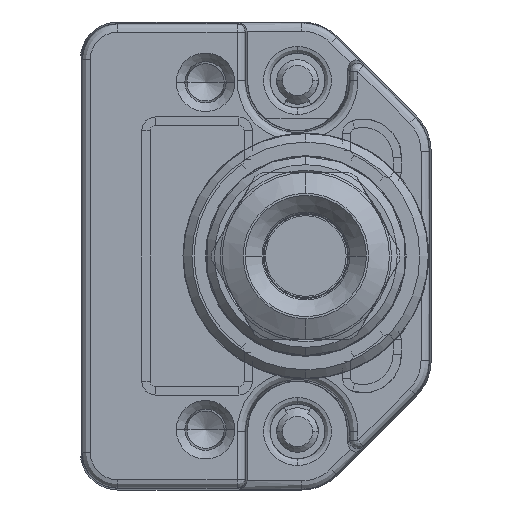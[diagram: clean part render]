
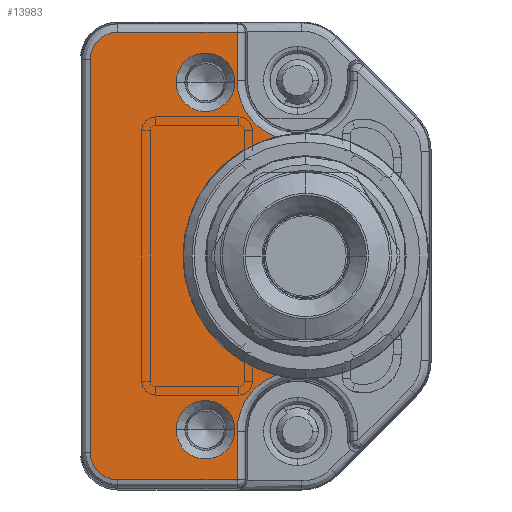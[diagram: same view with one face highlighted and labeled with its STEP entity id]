
A CAD part, left-side view. The second image highlights one B-rep face of the part: STEP entity #13983.
In plain terms, the highlighted planar face has unit normal (-1, 0, 0).
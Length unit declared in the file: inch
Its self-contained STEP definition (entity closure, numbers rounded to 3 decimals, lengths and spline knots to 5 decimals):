
#1351=DIRECTION('',(0.,0.,1.));
#1352=VECTOR('',#1351,0.11399);
#1353=CARTESIAN_POINT('',(-0.49213,0.45723,
-0.52737));
#1354=LINE('',#1353,#1352);
#1355=DIRECTION('',(0.,-1.,0.));
#1356=VECTOR('',#1355,0.28096);
#1357=CARTESIAN_POINT('',(-0.49213,0.73819,
-0.52737));
#1358=LINE('',#1357,#1356);
#1359=CARTESIAN_POINT('',(-0.49213,0.73819,
-0.4626));
#1360=DIRECTION('',(-1.,0.,0.));
#1361=DIRECTION('',(0.,1.,0.));
#1362=AXIS2_PLACEMENT_3D('',#1359,#1360,#1361);
#1364=DIRECTION('',(0.,0.,-1.));
#1365=VECTOR('',#1364,0.9252);
#1366=CARTESIAN_POINT('',(-0.49213,0.80296,
0.4626));
#1367=LINE('',#1366,#1365);
#1368=CARTESIAN_POINT('',(-0.49213,0.73819,
0.4626));
#1369=DIRECTION('',(-1.,0.,0.));
#1370=DIRECTION('',(0.,0.,1.));
#1371=AXIS2_PLACEMENT_3D('',#1368,#1369,#1370);
#1373=DIRECTION('',(0.,1.,0.));
#1374=VECTOR('',#1373,0.28096);
#1375=CARTESIAN_POINT('',(-0.49213,0.45723,
0.52737));
#1376=LINE('',#1375,#1374);
#1377=DIRECTION('',(0.,0.,1.));
#1378=VECTOR('',#1377,0.11399);
#1379=CARTESIAN_POINT('',(-0.49213,0.45723,
0.41339));
#1380=LINE('',#1379,#1378);
#1381=CARTESIAN_POINT('',(-0.49213,0.31496,
0.41339));
#1382=DIRECTION('',(1.,0.,0.));
#1383=DIRECTION('',(0.,0.359,-0.933));
#1384=AXIS2_PLACEMENT_3D('',#1381,#1382,#1383);
#1386=CARTESIAN_POINT('',(-0.49213,0.29528,0.));
#1387=DIRECTION('',(-1.,0.,0.));
#1388=DIRECTION('',(0.,0.244,0.97));
#1389=AXIS2_PLACEMENT_3D('',#1386,#1387,#1388);
#1391=CARTESIAN_POINT('',(-0.49213,0.31496,
-0.41339));
#1392=DIRECTION('',(1.,0.,0.));
#1393=DIRECTION('',(0.,1.,0.));
#1394=AXIS2_PLACEMENT_3D('',#1391,#1392,#1393);
#1396=CARTESIAN_POINT('',(-0.49213,0.5315,
-0.40915));
#1397=DIRECTION('',(1.,0.,0.));
#1398=DIRECTION('',(0.,-1.,0.));
#1399=AXIS2_PLACEMENT_3D('',#1396,#1397,#1398);
#1401=CARTESIAN_POINT('',(-0.49213,0.5315,
-0.40915));
#1402=DIRECTION('',(1.,0.,0.));
#1403=DIRECTION('',(0.,1.,0.));
#1404=AXIS2_PLACEMENT_3D('',#1401,#1402,#1403);
#1406=CARTESIAN_POINT('',(-0.49213,0.5315,
0.40915));
#1407=DIRECTION('',(1.,0.,0.));
#1408=DIRECTION('',(0.,-1.,0.));
#1409=AXIS2_PLACEMENT_3D('',#1406,#1407,#1408);
#1411=CARTESIAN_POINT('',(-0.49213,0.5315,
0.40915));
#1412=DIRECTION('',(1.,0.,0.));
#1413=DIRECTION('',(0.,1.,0.));
#1414=AXIS2_PLACEMENT_3D('',#1411,#1412,#1413);
#10491=CARTESIAN_POINT('',(-0.49213,0.80296,
-0.4626));
#10492=CARTESIAN_POINT('',(-0.49213,0.73819,
-0.52737));
#10493=VERTEX_POINT('',#10491);
#10494=VERTEX_POINT('',#10492);
#10499=CARTESIAN_POINT('',(-0.49213,0.80296,
0.4626));
#10500=VERTEX_POINT('',#10499);
#10503=CARTESIAN_POINT('',(-0.49213,0.73819,
0.52737));
#10504=VERTEX_POINT('',#10503);
#10531=CARTESIAN_POINT('',(-0.49213,0.45723,
-0.52737));
#10532=CARTESIAN_POINT('',(-0.49213,0.45723,
-0.41339));
#10533=VERTEX_POINT('',#10531);
#10534=VERTEX_POINT('',#10532);
#10556=CARTESIAN_POINT('',(-0.49213,0.366,
-0.28059));
#10557=VERTEX_POINT('',#10556);
#10572=CARTESIAN_POINT('',(-0.49213,0.45723,
0.41339));
#10573=CARTESIAN_POINT('',(-0.49213,0.45723,
0.52737));
#10574=VERTEX_POINT('',#10572);
#10575=VERTEX_POINT('',#10573);
#10596=CARTESIAN_POINT('',(-0.49213,0.366,
0.28059));
#10597=VERTEX_POINT('',#10596);
#10640=CARTESIAN_POINT('',(-0.49213,0.4626,
-0.40915));
#10641=CARTESIAN_POINT('',(-0.49213,0.60039,
-0.40915));
#10642=VERTEX_POINT('',#10640);
#10643=VERTEX_POINT('',#10641);
#10648=CARTESIAN_POINT('',(-0.49213,0.4626,
0.40915));
#10649=CARTESIAN_POINT('',(-0.49213,0.60039,
0.40915));
#10650=VERTEX_POINT('',#10648);
#10651=VERTEX_POINT('',#10649);
#13946=CARTESIAN_POINT('',(-0.49213,0.,0.));
#13947=DIRECTION('',(-1.,0.,0.));
#13948=DIRECTION('',(0.,0.,1.));
#13949=AXIS2_PLACEMENT_3D('',#13946,#13947,#13948);
#13950=PLANE('',#13949);
#13951=ORIENTED_EDGE('',*,*,#13936,.F.);
#13952=ORIENTED_EDGE('',*,*,#13913,.F.);
#13954=ORIENTED_EDGE('',*,*,#13953,.F.);
#13956=ORIENTED_EDGE('',*,*,#13955,.F.);
#13958=ORIENTED_EDGE('',*,*,#13957,.F.);
#13960=ORIENTED_EDGE('',*,*,#13959,.F.);
#13962=ORIENTED_EDGE('',*,*,#13961,.F.);
#13964=ORIENTED_EDGE('',*,*,#13963,.F.);
#13966=ORIENTED_EDGE('',*,*,#13965,.T.);
#13968=ORIENTED_EDGE('',*,*,#13967,.F.);
#13969=EDGE_LOOP('',(#13951,#13952,#13954,#13956,#13958,#13960,#13962,#13964,
#13966,#13968));
#13970=FACE_OUTER_BOUND('',#13969,.F.);
#13972=ORIENTED_EDGE('',*,*,#13971,.F.);
#13974=ORIENTED_EDGE('',*,*,#13973,.F.);
#13975=EDGE_LOOP('',(#13972,#13974));
#13976=FACE_BOUND('',#13975,.F.);
#13978=ORIENTED_EDGE('',*,*,#13977,.F.);
#13980=ORIENTED_EDGE('',*,*,#13979,.F.);
#13981=EDGE_LOOP('',(#13978,#13980));
#13982=FACE_BOUND('',#13981,.F.);
#13983=ADVANCED_FACE('',(#13970,#13976,#13982),#13950,.T.);
#1363=CIRCLE('',#1362,0.06477);
#1372=CIRCLE('',#1371,0.06477);
#1385=CIRCLE('',#1384,0.14227);
#1390=CIRCLE('',#1389,0.28937);
#1395=CIRCLE('',#1394,0.14227);
#1400=CIRCLE('',#1399,0.0689);
#1405=CIRCLE('',#1404,0.0689);
#1410=CIRCLE('',#1409,0.0689);
#1415=CIRCLE('',#1414,0.0689);
#13913=EDGE_CURVE('',#10494,#10533,#1358,.T.);
#13936=EDGE_CURVE('',#10533,#10534,#1354,.T.);
#13953=EDGE_CURVE('',#10493,#10494,#1363,.T.);
#13955=EDGE_CURVE('',#10500,#10493,#1367,.T.);
#13957=EDGE_CURVE('',#10504,#10500,#1372,.T.);
#13959=EDGE_CURVE('',#10575,#10504,#1376,.T.);
#13961=EDGE_CURVE('',#10574,#10575,#1380,.T.);
#13963=EDGE_CURVE('',#10597,#10574,#1385,.T.);
#13965=EDGE_CURVE('',#10597,#10557,#1390,.T.);
#13967=EDGE_CURVE('',#10534,#10557,#1395,.T.);
#13971=EDGE_CURVE('',#10642,#10643,#1400,.T.);
#13973=EDGE_CURVE('',#10643,#10642,#1405,.T.);
#13977=EDGE_CURVE('',#10650,#10651,#1410,.T.);
#13979=EDGE_CURVE('',#10651,#10650,#1415,.T.);
